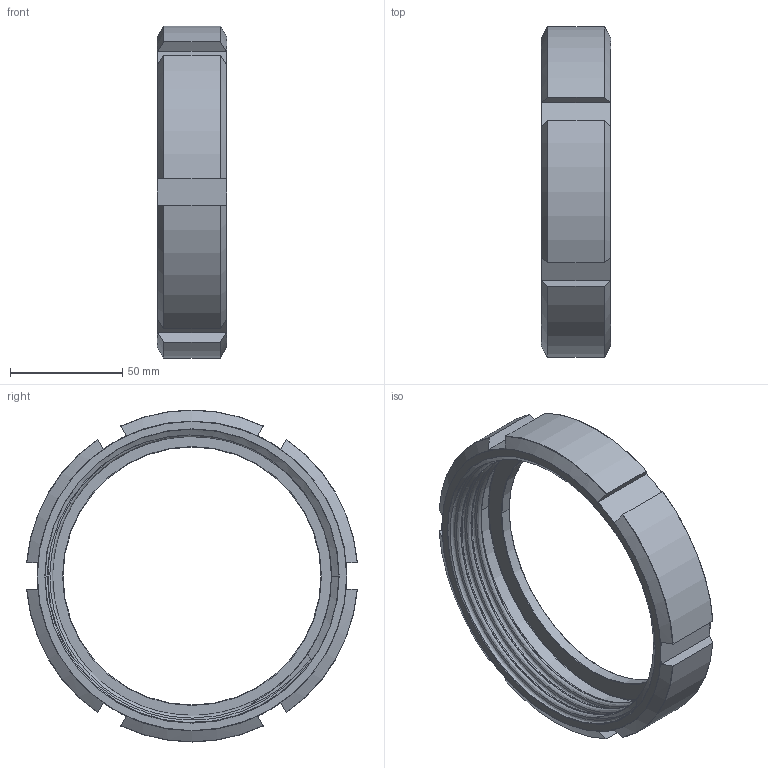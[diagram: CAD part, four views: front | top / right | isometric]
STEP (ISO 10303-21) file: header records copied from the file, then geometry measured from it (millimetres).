
FILE_DESCRIPTION (( 'STEP AP214' ), '1' );
FILE_NAME ('GL-210-100-x Nutmutter DIN11851 F100 heco.STEP', '2017-09-01T09:07:30', ( '' ), ( '' ), 'SwSTEP 2.0', 'SolidWorks 2016', '' );
FILE_SCHEMA (( 'AUTOMOTIVE_DESIGN' ));
Length unit declared in the file: millimetre
Products named in the file (1): GL-210-100-x Nutmutter DIN11851 F100 heco
Bounding box: 31 x 147.51 x 148 mm (x, y, z)
Volume: 127646.5 mm3; surface area: 44270 mm2
Topology: 1 solids, 1 shells, 250 faces, 665 edges, 439 vertices
Faces by surface type: plane 107, bspline 82, torus 29, cylinder 16, cone 16
Entity records: 17178 total; most frequent: CARTESIAN_POINT 9904, ORIENTED_EDGE 1330, DIRECTION 811, EDGE_CURVE 665, VERTEX_POINT 439, VECTOR 309, LINE 309, EDGE_LOOP 274
